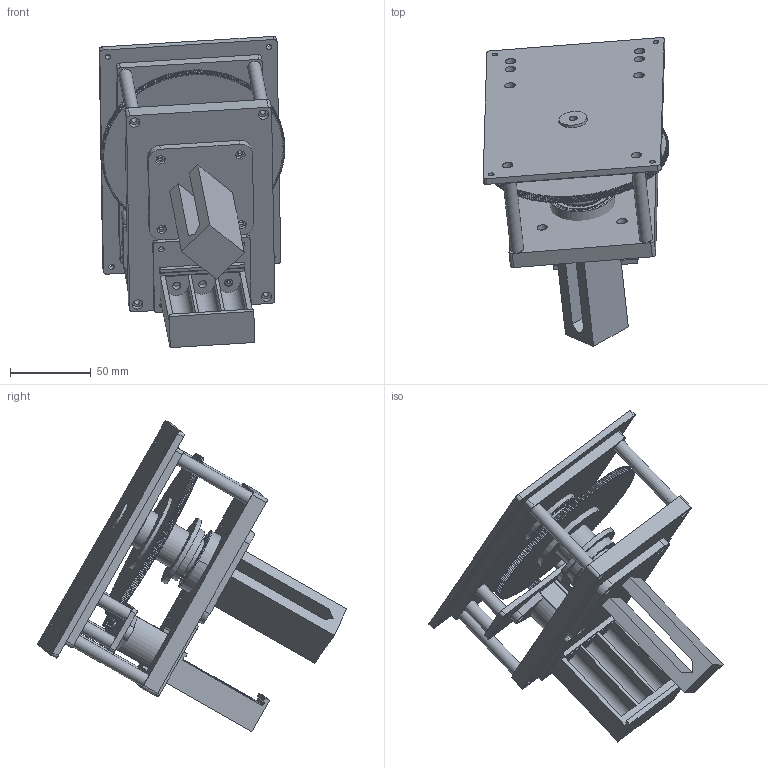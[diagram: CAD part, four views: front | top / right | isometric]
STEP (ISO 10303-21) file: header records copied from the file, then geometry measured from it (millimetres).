
FILE_DESCRIPTION(/* description */ (''),/* implementation_level */ '2;1');
FILE_NAME(/* name */ 'Assembly1.stp',/* time_stamp */ '2026-01-20T00:58:32+01:00',/* author */ ('klawy'),/* organization */ (''),/* preprocessor_version */ 'ST-DEVELOPER v20',/* originating_system */ 'Autodesk Inventor 2025',/* authorisation */ '');
FILE_SCHEMA (('AUTOMOTIVE_DESIGN { 1 0 10303 214 3 1 1 }'));
Length unit declared in the file: millimetre
Products named in the file (21): Assembly1; clutch for print; motor mount plate  for print; plate 2 for print; plate for print; rod  for print; rod mount motor  for print; shaft for print; spring safety  for print; motor; motor mount; turning prevention; battery holder; Spur Gear1; Spur Gear2; w_6203-2rs1; w_6203-2rs1_01; w_6203-2rs1_02; w_6203-2rs1_03; w_6203-2rs1_04; w_6203-2rs1_05
Assembly tree (27 placements, depth 3):
  Assembly1
    clutch for print
    motor mount plate  for print
    plate 2 for print
    plate for print
    rod  for print  x4
    rod mount motor  for print  x4
    shaft for print
    spring safety  for print
    motor
    motor mount
    turning prevention
    battery holder
    Spur Gear1
    Spur Gear2
    w_6203-2rs1  x2
      w_6203-2rs1_01
      w_6203-2rs1_02
      w_6203-2rs1_03
      w_6203-2rs1_04
      w_6203-2rs1_05
Bounding box: 114.65 x 190.76 x 192.2 mm (x, y, z)
Volume: 469409 mm3; surface area: 200221.2 mm2
Topology: 30 solids, 30 shells, 1930 faces, 5181 edges, 3422 vertices
Faces by surface type: cylinder 1235, plane 474, torus 97, cone 92, sphere 32
Full cylindrical faces by diameter (mm): 2 x4, 3 x1, 3.4 x73, 4 x1, 5 x10, 6 x2, 6.5 x22, 8 x24, 10 x1, 12 x1, 17 x2, 18 x2, 25 x2, 25.08 x1, 25.1 x1, 25.2 x1, 29 x2, 35 x2, 35.08 x1, 44 x2, 45.08 x1, 50 x2
Entity records: 55510 total; most frequent: DIRECTION 10509, CARTESIAN_POINT 9891, ORIENTED_EDGE 9040, EDGE_CURVE 4520, AXIS2_PLACEMENT_3D 4321, VERTEX_POINT 2999, CIRCLE 2608, EDGE_LOOP 1881
